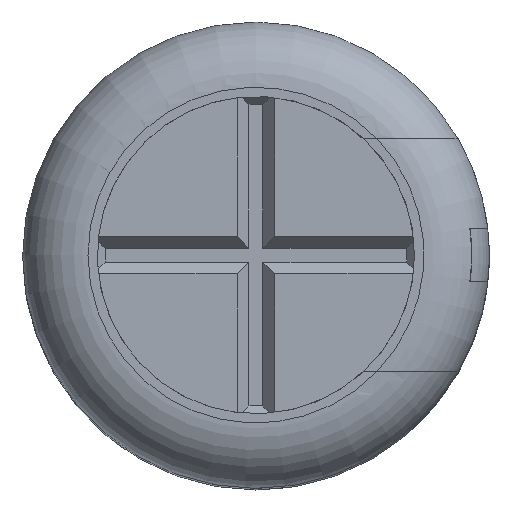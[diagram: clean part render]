
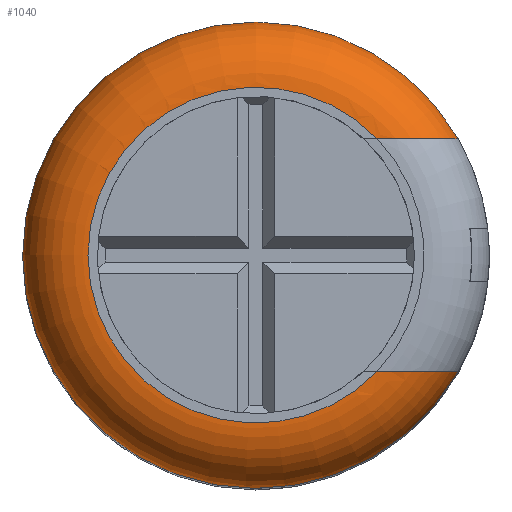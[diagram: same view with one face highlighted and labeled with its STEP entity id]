
A CAD part, top view. The second image highlights one B-rep face of the part: STEP entity #1040.
In plain terms, the highlighted toroidal (fillet/blend) face has major radius 1.8 mm and minor radius 0.7 mm.
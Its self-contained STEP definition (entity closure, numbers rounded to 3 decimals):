
#626=CARTESIAN_POINT('',(2.165,-1.25,10.3));
#627=VERTEX_POINT('',#626);
#636=CARTESIAN_POINT('',(2.165,1.25,10.3));
#637=VERTEX_POINT('',#636);
#638=CARTESIAN_POINT('',(0.0,0.0,10.3));
#639=DIRECTION('',(-0.0,-0.0,-1.0));
#640=DIRECTION('',(1.0,0.0,-0.0));
#641=AXIS2_PLACEMENT_3D('',#638,#639,#640);
#642=CIRCLE('',#641,2.5);
#643=EDGE_CURVE('n� 286',#627,#637,#642,.T.);
#953=CARTESIAN_POINT('',(1.295,1.25,11.0));
#954=VERTEX_POINT('',#953);
#955=CARTESIAN_POINT('',(1.295,-1.25,11.0));
#956=VERTEX_POINT('',#955);
#957=CARTESIAN_POINT('',(0.0,0.0,11.0));
#958=DIRECTION('',(0.0,0.0,1.0));
#959=DIRECTION('',(1.0,0.0,-0.0));
#960=AXIS2_PLACEMENT_3D('',#957,#958,#959);
#961=CIRCLE('',#960,1.8);
#962=EDGE_CURVE('n� 94',#954,#956,#961,.T.);
#995=ORIENTED_EDGE('',*,*,#643,.F.);
#996=CARTESIAN_POINT('',(2.165,-1.25,10.3));
#997=CARTESIAN_POINT('',(2.165,-1.25,10.305));
#998=CARTESIAN_POINT('',(2.165,-1.25,10.311));
#999=CARTESIAN_POINT('',(2.163,-1.25,10.384));
#1000=CARTESIAN_POINT('',(2.149,-1.25,10.453));
#1001=CARTESIAN_POINT('',(2.101,-1.25,10.582));
#1002=CARTESIAN_POINT('',(2.065,-1.25,10.642));
#1003=CARTESIAN_POINT('',(1.976,-1.25,10.753));
#1004=CARTESIAN_POINT('',(1.921,-1.25,10.803));
#1005=CARTESIAN_POINT('',(1.816,-1.25,10.873));
#1006=CARTESIAN_POINT('',(1.768,-1.25,10.899));
#1007=CARTESIAN_POINT('',(1.609,-1.25,10.966));
#1008=CARTESIAN_POINT('',(1.49,-1.25,10.991));
#1009=CARTESIAN_POINT('',(1.346,-1.25,10.999));
#1010=CARTESIAN_POINT('',(1.32,-1.25,11.0));
#1011=CARTESIAN_POINT('',(1.295,-1.25,11.0));
#1012=B_SPLINE_CURVE_WITH_KNOTS('',3,(#996,#997,#998,#999,#1000,#1001,#1002,#1003,#1004,#1005,
    #1006,#1007,#1008,#1009,#1010,#1011),.UNSPECIFIED.,.F.,.U.,
 (4,2,2,2,2,2,2,4),(0.0,0.013,0.179,0.345,0.522,0.652,0.939,1.0),.UNSPECIFIED.);
#1013=EDGE_CURVE('n� 314',#627,#956,#1012,.T.);
#1014=ORIENTED_EDGE('',*,*,#1013,.T.);
#1015=ORIENTED_EDGE('',*,*,#962,.F.);
#1016=CARTESIAN_POINT('',(1.295,1.25,11.0));
#1017=CARTESIAN_POINT('',(1.365,1.25,11.0));
#1018=CARTESIAN_POINT('',(1.436,1.25,10.994));
#1019=CARTESIAN_POINT('',(1.578,1.25,10.97));
#1020=CARTESIAN_POINT('',(1.65,1.25,10.949));
#1021=CARTESIAN_POINT('',(1.799,1.25,10.886));
#1022=CARTESIAN_POINT('',(1.876,1.25,10.839));
#1023=CARTESIAN_POINT('',(2.007,1.25,10.723));
#1024=CARTESIAN_POINT('',(2.063,1.25,10.651));
#1025=CARTESIAN_POINT('',(2.135,1.25,10.503));
#1026=CARTESIAN_POINT('',(2.157,1.25,10.426));
#1027=CARTESIAN_POINT('',(2.164,1.25,10.333));
#1028=CARTESIAN_POINT('',(2.165,1.25,10.316));
#1029=CARTESIAN_POINT('',(2.165,1.25,10.3));
#1030=B_SPLINE_CURVE_WITH_KNOTS('',3,(#1016,#1017,#1018,#1019,#1020,#1021,#1022,#1023,#1024,#1025,
    #1026,#1027,#1028,#1029),.UNSPECIFIED.,.F.,.U.,
 (4,2,2,2,2,2,4),(0.0,0.169,0.349,0.561,0.774,0.96,1.0),.UNSPECIFIED.);
#1031=EDGE_CURVE('n� 312',#954,#637,#1030,.T.);
#1032=ORIENTED_EDGE('',*,*,#1031,.T.);
#1033=EDGE_LOOP('',(#995,#1014,#1015,#1032));
#1034=FACE_OUTER_BOUND('',#1033,.T.);
#1035=CARTESIAN_POINT('',(0.0,0.0,10.3));
#1036=DIRECTION('',(0.0,0.0,1.0));
#1037=DIRECTION('',(1.0,0.0,-0.0));
#1038=AXIS2_PLACEMENT_3D('',#1035,#1036,#1037);
#1039=TOROIDAL_SURFACE('',#1038,1.8,0.7);
#1040=ADVANCED_FACE('n� 317',(#1034),#1039,.T.);
